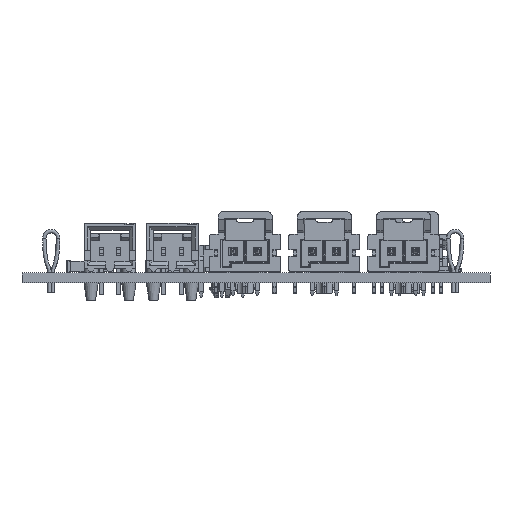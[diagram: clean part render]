
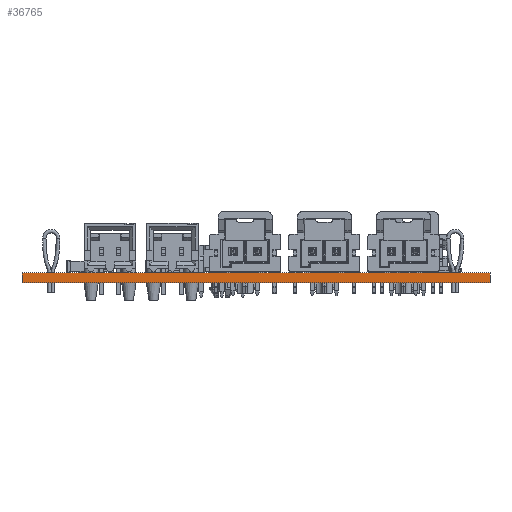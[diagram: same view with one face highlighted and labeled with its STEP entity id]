
A CAD part, front view. The second image highlights one B-rep face of the part: STEP entity #36765.
In plain terms, the highlighted planar face has unit normal (0, -1, 0).
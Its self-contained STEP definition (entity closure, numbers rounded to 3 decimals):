
#36765 = ADVANCED_FACE('',(#36766),#36800,.T.);
#36766 = FACE_BOUND('',#36767,.T.);
#36767 = EDGE_LOOP('',(#36768,#36778,#36786,#36794));
#36768 = ORIENTED_EDGE('',*,*,#36769,.T.);
#36769 = EDGE_CURVE('',#36770,#36772,#36774,.T.);
#36770 = VERTEX_POINT('',#36771);
#36771 = CARTESIAN_POINT('',(166.,-118.,0.));
#36772 = VERTEX_POINT('',#36773);
#36773 = CARTESIAN_POINT('',(166.,-118.,1.44));
#36774 = LINE('',#36775,#36776);
#36775 = CARTESIAN_POINT('',(166.,-118.,0.));
#36776 = VECTOR('',#36777,1.);
#36777 = DIRECTION('',(0.,0.,1.));
#36778 = ORIENTED_EDGE('',*,*,#36779,.T.);
#36779 = EDGE_CURVE('',#36772,#36780,#36782,.T.);
#36780 = VERTEX_POINT('',#36781);
#36781 = CARTESIAN_POINT('',(98.349,-118.,1.44));
#36782 = LINE('',#36783,#36784);
#36783 = CARTESIAN_POINT('',(166.,-118.,1.44));
#36784 = VECTOR('',#36785,1.);
#36785 = DIRECTION('',(-1.,0.,0.));
#36786 = ORIENTED_EDGE('',*,*,#36787,.F.);
#36787 = EDGE_CURVE('',#36788,#36780,#36790,.T.);
#36788 = VERTEX_POINT('',#36789);
#36789 = CARTESIAN_POINT('',(98.349,-118.,0.));
#36790 = LINE('',#36791,#36792);
#36791 = CARTESIAN_POINT('',(98.349,-118.,0.));
#36792 = VECTOR('',#36793,1.);
#36793 = DIRECTION('',(0.,0.,1.));
#36794 = ORIENTED_EDGE('',*,*,#36795,.F.);
#36795 = EDGE_CURVE('',#36770,#36788,#36796,.T.);
#36796 = LINE('',#36797,#36798);
#36797 = CARTESIAN_POINT('',(166.,-118.,0.));
#36798 = VECTOR('',#36799,1.);
#36799 = DIRECTION('',(-1.,0.,0.));
#36800 = PLANE('',#36801);
#36801 = AXIS2_PLACEMENT_3D('',#36802,#36803,#36804);
#36802 = CARTESIAN_POINT('',(166.,-118.,0.));
#36803 = DIRECTION('',(0.,-1.,0.));
#36804 = DIRECTION('',(-1.,0.,0.));
